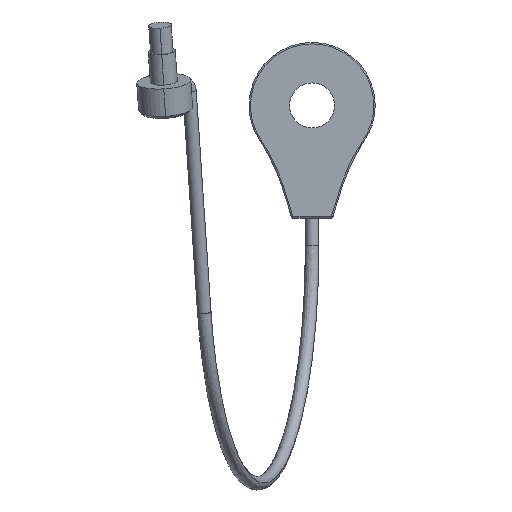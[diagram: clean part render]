
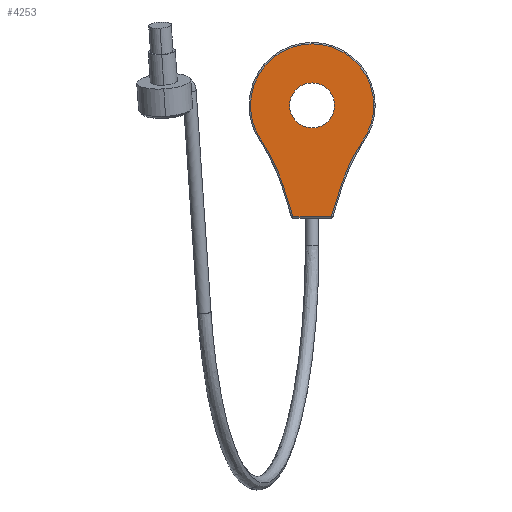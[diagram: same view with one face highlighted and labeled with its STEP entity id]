
A CAD part, front view. The second image highlights one B-rep face of the part: STEP entity #4253.
In plain terms, the highlighted planar face has unit normal (0, -1, 0).
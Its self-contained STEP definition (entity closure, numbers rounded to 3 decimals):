
#3507=CARTESIAN_POINT('POINT55',(3.386,-3.175,
   -19.59));
#3508=VERTEX_POINT('VERTEX55',#3507);
#3554=CARTESIAN_POINT('POINT56',(-3.386,-3.175,
   -19.59));
#3555=VERTEX_POINT('VERTEX56',#3554);
#4000=CARTESIAN_POINT('POINT63',(3.969,-3.175,0.));
#4001=VERTEX_POINT('VERTEX63',#4000);
#4008=CARTESIAN_POINT('POINT64',(-3.969,-3.175,0.));
#4009=VERTEX_POINT('VERTEX64',#4008);
#4010=CARTESIAN_POINT('POS114',(0.,-3.175,0.));
#4011=DIRECTION('DIR195',(0.,1.,0.));
#4012=DIRECTION('DIR196',(1.,0.,0.));
#4013=AXIS2_PLACEMENT_3D('AXIS82',#4010,#4011,#4012);
#4014=CIRCLE('ELLIPSE52',#4013,3.969);
#4015=EDGE_CURVE('EDGE102',#4001,#4009,#4014,.F.);
#4033=CARTESIAN_POINT('POS117',(0.,-3.175,0.));
#4034=DIRECTION('DIR200',(0.,1.,0.));
#4035=DIRECTION('DIR201',(1.,0.,0.));
#4036=AXIS2_PLACEMENT_3D('AXIS84',#4033,#4034,#4035);
#4037=CIRCLE('ELLIPSE53',#4036,3.969);
#4038=EDGE_CURVE('EDGE104',#4009,#4001,#4037,.F.);
#4045=CARTESIAN_POINT('POINT65',(8.989,-3.175,
   -6.092));
#4046=VERTEX_POINT('VERTEX65',#4045);
#4054=CARTESIAN_POINT('POINT66',(5.117,-3.175,
   -14.096));
#4055=VERTEX_POINT('VERTEX66',#4054);
#4056=CARTESIAN_POINT('POS119',(34.43,-3.175,
   -23.335));
#4057=DIRECTION('DIR204',(0.,1.,0.));
#4058=DIRECTION('DIR205',(0.,0.,1.));
#4059=AXIS2_PLACEMENT_3D('AXIS86',#4056,#4057,#4058);
#4060=CIRCLE('ELLIPSE55',#4059,30.734);
#4061=EDGE_CURVE('EDGE106',#4055,#4046,#4060,.T.);
#4082=CARTESIAN_POINT('POS122',(5.117,-3.175,
   -14.096));
#4083=DIRECTION('DIR210',(0.301,0.,
   0.954));
#4084=VECTOR('VEC34',#4083,1.);
#4085=LINE('STRAIGHT34',#4082,#4084);
#4086=EDGE_CURVE('EDGE108',#4055,#3508,#4085,.F.);
#4099=CARTESIAN_POINT('POS124',(3.386,-3.175,
   -19.59));
#4100=DIRECTION('DIR213',(1.,0.,0.));
#4101=VECTOR('VEC35',#4100,1.);
#4102=LINE('STRAIGHT35',#4099,#4101);
#4103=EDGE_CURVE('EDGE109',#3508,#3555,#4102,.F.);
#4113=CARTESIAN_POINT('POINT67',(-5.117,-3.175,
   -14.096));
#4114=VERTEX_POINT('VERTEX67',#4113);
#4124=CARTESIAN_POINT('POS127',(-3.306,-3.175,
   -19.844));
#4125=DIRECTION('DIR218',(0.301,0.,
   -0.954));
#4126=VECTOR('VEC36',#4125,1.);
#4127=LINE('STRAIGHT36',#4124,#4126);
#4128=EDGE_CURVE('EDGE111',#3555,#4114,#4127,.F.);
#4196=CARTESIAN_POINT('POINT70',(10.859,-3.175,
   0.));
#4197=VERTEX_POINT('VERTEX70',#4196);
#4205=CARTESIAN_POINT('POS136',(0.,-3.175,0.));
#4206=DIRECTION('DIR233',(0.,1.,0.));
#4207=DIRECTION('DIR234',(0.,0.,1.));
#4208=AXIS2_PLACEMENT_3D('AXIS98',#4205,#4206,#4207);
#4209=CIRCLE('ELLIPSE62',#4208,10.859);
#4210=EDGE_CURVE('EDGE118',#4197,#4046,#4209,.T.);
#4222=ORIENTED_EDGE('COEDGE223',*,*,#4103,.F.);
#4223=ORIENTED_EDGE('COEDGE224',*,*,#4086,.F.);
#4224=ORIENTED_EDGE('COEDGE225',*,*,#4061,.T.);
#4225=ORIENTED_EDGE('COEDGE226',*,*,#4210,.F.);
#4226=CARTESIAN_POINT('POINT71',(-10.859,-3.175,
   0.));
#4227=VERTEX_POINT('VERTEX71',#4226);
#4228=EDGE_CURVE('EDGE119',#4227,#4197,#4209,.T.);
#4229=ORIENTED_EDGE('COEDGE227',*,*,#4228,.F.);
#4230=CARTESIAN_POINT('POINT72',(-8.989,-3.175,
   -6.092));
#4231=VERTEX_POINT('VERTEX72',#4230);
#4232=EDGE_CURVE('EDGE120',#4231,#4227,#4209,.T.);
#4233=ORIENTED_EDGE('COEDGE228',*,*,#4232,.F.);
#4234=CARTESIAN_POINT('POS138',(-34.43,-3.175,
   -23.335));
#4235=DIRECTION('DIR237',(0.,1.,0.));
#4236=DIRECTION('DIR238',(0.,0.,1.));
#4237=AXIS2_PLACEMENT_3D('AXIS100',#4234,#4235,#4236);
#4238=CIRCLE('ELLIPSE63',#4237,30.734);
#4239=EDGE_CURVE('EDGE121',#4231,#4114,#4238,.T.);
#4240=ORIENTED_EDGE('COEDGE229',*,*,#4239,.T.);
#4241=ORIENTED_EDGE('COEDGE230',*,*,#4128,.F.);
#4242=EDGE_LOOP('NONE',(#4222,#4223,#4224,#4225,#4229,#4233,#4240,#4241)
   );
#4243=FACE_BOUND('LOOP1',#4242,.T.);
#4244=ORIENTED_EDGE('COEDGE231',*,*,#4038,.F.);
#4245=ORIENTED_EDGE('COEDGE232',*,*,#4015,.F.);
#4246=EDGE_LOOP('NONE',(#4244,#4245));
#4247=FACE_BOUND('LOOP1',#4246,.T.);
#4248=CARTESIAN_POINT('POS139',(0.,-3.175,0.));
#4249=DIRECTION('DIR239',(0.,1.,0.));
#4250=DIRECTION('DIR240',(1.,0.,0.));
#4251=AXIS2_PLACEMENT_3D('AXIS101',#4248,#4249,#4250);
#4252=PLANE('PLANE10',#4251);
#4253=ADVANCED_FACE('FACE55',(#4243,#4247),#4252,.F.);
